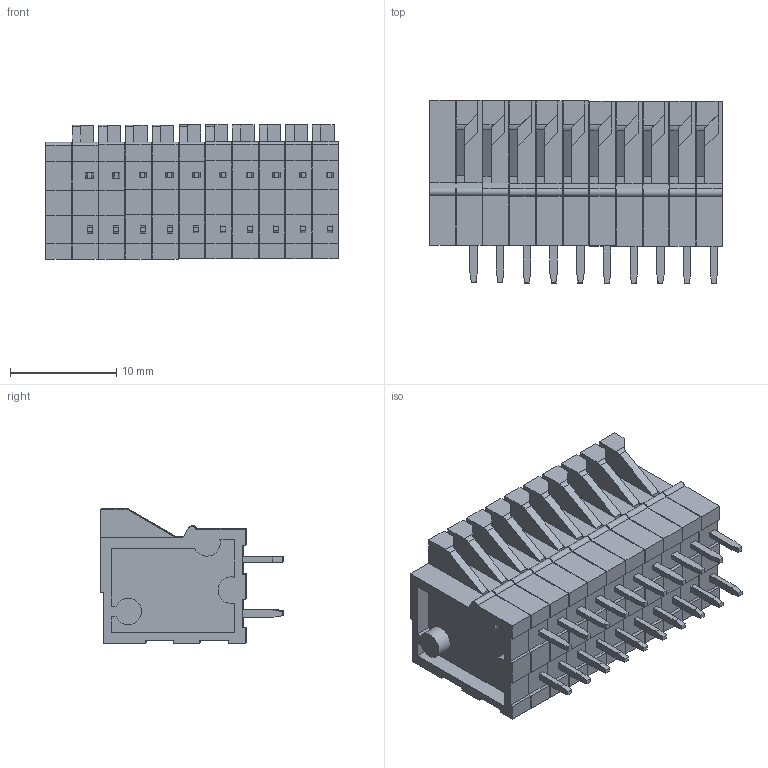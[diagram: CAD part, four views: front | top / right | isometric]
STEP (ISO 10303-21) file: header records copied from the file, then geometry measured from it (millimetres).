
FILE_DESCRIPTION(/* description */ ('STEP AP242','CAx-IF Rec.Pracs.---Representation and Presentation of Product Manufacturing Information (PMI)---4.0---2014-10-13','CAx-IF Rec.Pracs.---3D Tessellated Geometry---0.4---2014-09-14','2;1'),/* implementation_level */ '2;1');
FILE_NAME(/* name */ '688ac3f3c2c7e47ac8d24982',/* time_stamp */ '2025-07-31T01:16:35Z',/* author */ (''),/* organization */ (''),/* preprocessor_version */ 'ST-DEVELOPER v20',/* originating_system */ 'ONSHAPE BY PTC INC, 1.201',/* authorisation */ ' ');
FILE_SCHEMA (('AP242_MANAGED_MODEL_BASED_3D_ENGINEERING_MIM_LF { 1 0 10303 442 1 1 4 }'));
Length unit declared in the file: metre
Products named in the file (16): KF141V-10P; Assembly 2 <9>; Part 2; Part 3; Part 4; Part 1; Assembly 2 <4>; Assembly 2 <1>; Assembly 2 <8>; Assembly 2 <7>; Assembly 2 <5>; Assembly 2 <6>; Assembly 2 <3>; Assembly 2 <2>; Assembly 2 <10>
Assembly tree (51 placements, depth 3):
  KF141V-10P
    Assembly 2 <9>
      Part 2
      Part 3
      Part 4
      Part 1
    Assembly 2 <4>
      Part 2
      Part 3
      Part 4
      Part 1
    Assembly 2 <1>
      Part 1
      Part 4
      Part 3
      Part 2
    Assembly 2 <8>
      Part 4
      Part 1
      Part 2
      Part 3
    Assembly 2 <7>
      Part 1
      Part 2
      Part 3
      Part 4
    Assembly 2 <5>
      Part 1
      Part 4
      Part 2
      Part 3
    Part 1
    Assembly 2 <6>
      Part 2
      Part 3
      Part 1
      Part 4
    Assembly 2 <3>
      Part 1
      Part 4
      Part 3
      Part 2
    Assembly 2 <2>
      Part 3
      Part 2
      Part 4
      Part 1
    Assembly 2 <10>
      Part 1
      Part 2
      Part 4
      Part 3
Bounding box: 27.51 x 17.19 x 12.67 mm (x, y, z)
Volume: 3480.6 mm3; surface area: 5752.1 mm2
Topology: 41 solids, 41 shells, 720 faces, 1851 edges, 1224 vertices
Faces by surface type: plane 666, cylinder 34, cone 20
Full cylindrical faces by diameter (mm): 1.6 x10
Entity records: 3892 total; most frequent: CARTESIAN_POINT 639, DIRECTION 617, ORIENTED_EDGE 564, EDGE_CURVE 282, LINE 261, VECTOR 261, VERTEX_POINT 188, AXIS2_PLACEMENT_3D 178
